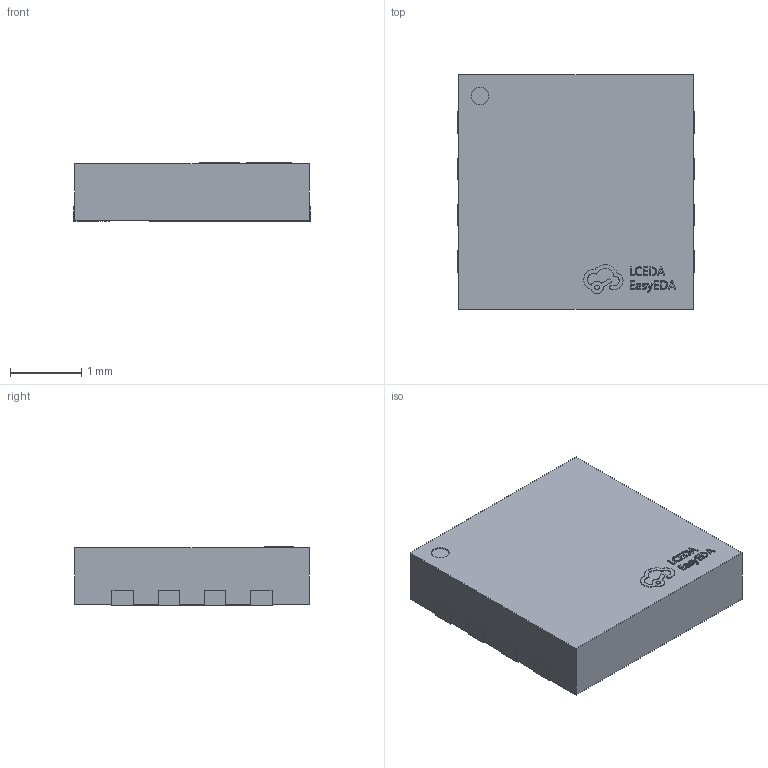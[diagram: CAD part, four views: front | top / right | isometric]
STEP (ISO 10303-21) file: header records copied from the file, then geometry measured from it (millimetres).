
FILE_DESCRIPTION (( 'STEP AP214' ), '1' );
FILE_NAME ('PDFN-8_L3.3-W3.3-H0.8-P0.65.step', '2022-06-30T13:47:30', ( '' ), ( '' ), 'SwSTEP 2.0', 'SolidWorks 2020', '' );
FILE_SCHEMA (( 'AUTOMOTIVE_DESIGN' ));
Length unit declared in the file: millimetre
Products named in the file (1): PDFN-8_L3.3-W3.3-H0.8-P0.65
Bounding box: 3.32 x 3.3 x 0.82 mm (x, y, z)
Volume: 8.8 mm3; surface area: 32.7 mm2
Topology: 1 solids, 1 shells, 341 faces, 936 edges, 624 vertices
Faces by surface type: plane 223, bspline 112, cylinder 6
Entity records: 15171 total; most frequent: CARTESIAN_POINT 4006, ORIENTED_EDGE 1872, DIRECTION 1180, EDGE_CURVE 936, VECTOR 696, LINE 696, VERTEX_POINT 624, EDGE_LOOP 368
